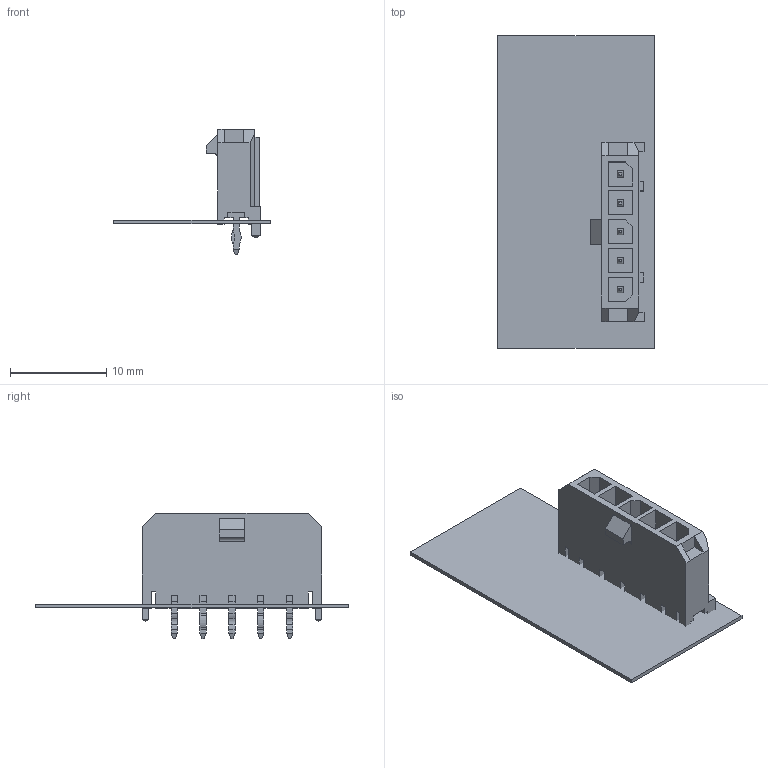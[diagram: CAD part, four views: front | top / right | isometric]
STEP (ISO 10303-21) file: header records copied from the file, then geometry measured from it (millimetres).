
FILE_DESCRIPTION(('Open CASCADE Model'),'2;1');
FILE_NAME('Open CASCADE Shape Model','2020-05-23T20:04:26',('Author'),( 'Open CASCADE'),'Open CASCADE STEP processor 6.8','Open CASCADE 6.8' ,'Unknown');
FILE_SCHEMA(('AUTOMOTIVE_DESIGN { 1 0 10303 214 1 1 1 1 }'));
Length unit declared in the file: millimetre
Products named in the file (7): PCB; Board; Open CASCADE STEP translator 6.8 2.1.1; P7; 436500515; Open CASCADE STEP translator 6.8 2.2.1.1; Open CASCADE STEP translator 6.8 2.2.1.2
Assembly tree (6 placements, depth 4):
  PCB
    Board
      Open CASCADE STEP translator 6.8 2.1.1
    P7
      436500515
        Open CASCADE STEP translator 6.8 2.2.1.1
        Open CASCADE STEP translator 6.8 2.2.1.2
Bounding box: 16.27 x 32.5 x 13.08 mm (x, y, z)
Volume: 680.7 mm3; surface area: 2209 mm2
Topology: 3 solids, 3 shells, 354 faces, 947 edges, 624 vertices
Faces by surface type: plane 323, cylinder 31
Entity records: 10899 total; most frequent: CARTESIAN_POINT 1932, ORIENTED_EDGE 1866, DIRECTION 1745, EDGE_CURVE 933, LINE 871, VECTOR 871, VERTEX_POINT 596, AXIS2_PLACEMENT_3D 437
